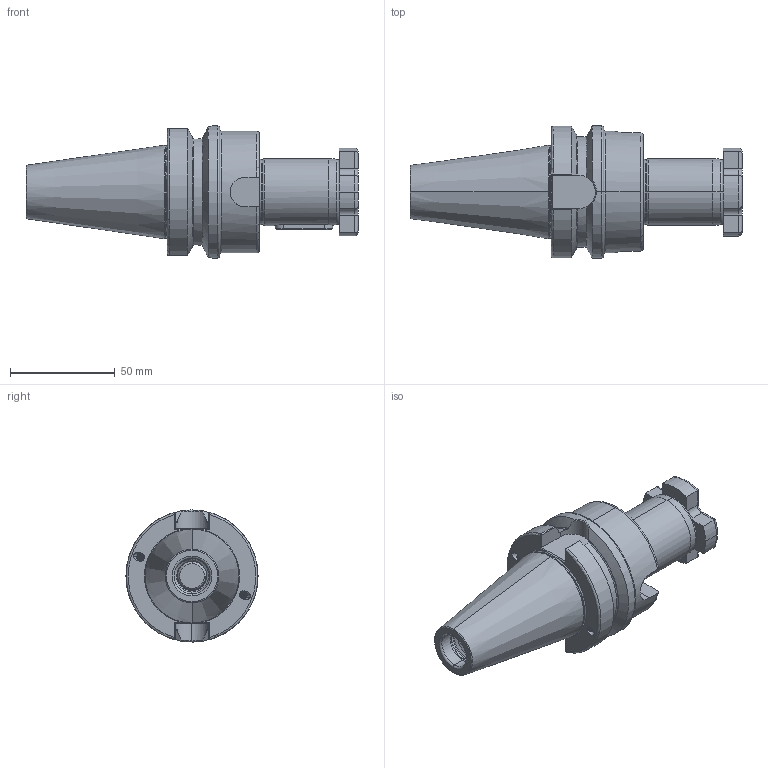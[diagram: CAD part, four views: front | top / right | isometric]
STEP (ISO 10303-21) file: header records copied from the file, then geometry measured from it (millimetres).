
FILE_DESCRIPTION (( 'STEP AP203' ), '1' );
FILE_NAME ('406.10.32.STEP', '2016-11-26T01:27:20', ( '' ), ( '' ), 'SwSTEP 2.0', 'SolidWorks 2012', '' );
FILE_SCHEMA (( 'CONFIG_CONTROL_DESIGN' ));
Length unit declared in the file: millimetre
Products named in the file (4): 406.10.32; SC32用鍵_8x7x28L; 十字螺絲FMB32
Assembly tree (3 placements, depth 2):
  406.10.32
    406.10.32
    十字螺絲FMB32
    SC32用鍵_8x7x28L
Bounding box: 158.4 x 63 x 63 mm (x, y, z)
Volume: 198147.4 mm3; surface area: 41311.5 mm2
Topology: 3 solids, 3 shells, 337 faces, 892 edges, 562 vertices
Faces by surface type: cylinder 172, plane 64, torus 44, cone 35, bspline 22
Entity records: 22605 total; most frequent: CARTESIAN_POINT 14745, ORIENTED_EDGE 1784, DIRECTION 1375, EDGE_CURVE 892, VERTEX_POINT 562, AXIS2_PLACEMENT_3D 533, EDGE_LOOP 346, ADVANCED_FACE 337
